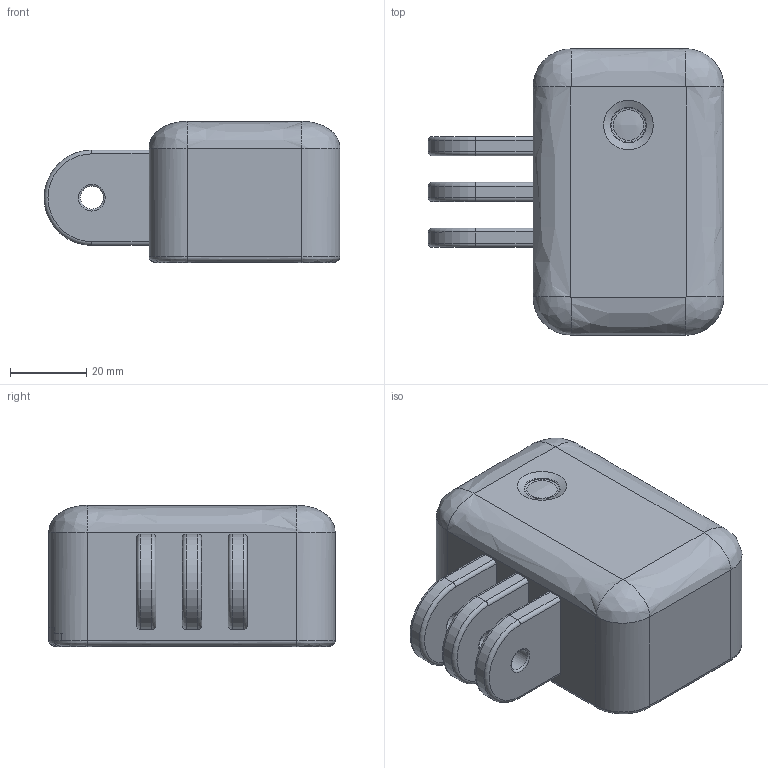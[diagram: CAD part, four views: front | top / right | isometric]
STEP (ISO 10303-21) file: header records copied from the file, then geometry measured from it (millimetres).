
FILE_DESCRIPTION(/* description */ (''),/* implementation_level */ '2;1');
FILE_NAME(/* name */ 'Main.step',/* time_stamp */ '2026-02-27T08:34:41Z',/* author */ (''),/* organization */ (''),/* preprocessor_version */ 'ST-DEVELOPER v20.1',/* originating_system */ 'Autodesk Translation Framework v14.24.0.0',/* authorisation */ '');
FILE_SCHEMA (('AUTOMOTIVE_DESIGN { 1 0 10303 214 3 1 1 }'));
Length unit declared in the file: millimetre
Products named in the file (6): Main; Batery; OV2640_21mm-160_camera; Component1; Component2; LED
Assembly tree (5 placements, depth 2):
  Main
    Batery
    OV2640_21mm-160_camera
    Component1
    Component2
    LED
Bounding box: 77.5 x 75 x 37 mm (x, y, z)
Volume: 83069.8 mm3; surface area: 39096.4 mm2
Topology: 5 solids, 5 shells, 184 faces, 428 edges, 266 vertices
Faces by surface type: plane 107, cylinder 38, bspline 23, torus 12, cone 3, sphere 1
Full cylindrical faces by diameter (mm): 0.2 x2, 3 x2, 6 x4, 6.8 x1, 8 x2, 10 x2
Entity records: 6405 total; most frequent: CARTESIAN_POINT 2067, ORIENTED_EDGE 856, DIRECTION 800, EDGE_CURVE 428, AXIS2_PLACEMENT_3D 277, VERTEX_POINT 266, LINE 246, VECTOR 246
